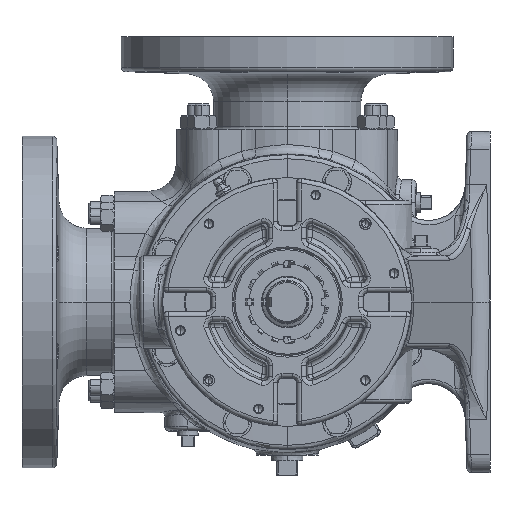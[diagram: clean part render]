
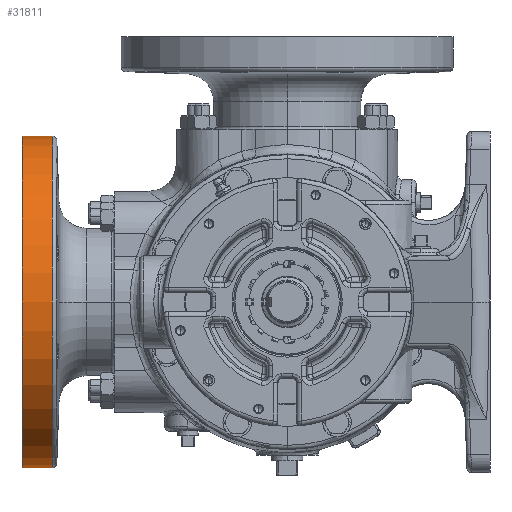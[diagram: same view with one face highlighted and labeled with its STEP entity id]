
A CAD part, left-side view. The second image highlights one B-rep face of the part: STEP entity #31811.
In plain terms, the highlighted cylindrical face has radius 114.3 mm (diameter 228.6 mm), a partial arc.
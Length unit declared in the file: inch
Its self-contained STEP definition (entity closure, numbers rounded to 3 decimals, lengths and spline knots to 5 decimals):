
#6127 = CARTESIAN_POINT ( 'NONE',  ( 2.78, 7.51714, -4.5 ) ) ;
#18654 = VERTEX_POINT ( 'NONE', #167454 ) ;
#25310 = AXIS2_PLACEMENT_3D ( 'NONE', #138181, #61911, #165257 ) ;
#31811 = ADVANCED_FACE ( 'Defeatured_0_3406', ( #122139 ), #111270, .T. ) ;
#31864 = DIRECTION ( 'NONE',  ( 0., 1., 0. ) ) ;
#38809 = CARTESIAN_POINT ( 'NONE',  ( 2.78, 7.19, -4.5 ) ) ;
#44309 = EDGE_CURVE ( 'NONE', #174649, #146090, #130049, .T. ) ;
#44544 = CARTESIAN_POINT ( 'NONE',  ( 2.78, 7.51714, 4.5 ) ) ;
#53235 = EDGE_CURVE ( 'NONE', #174649, #18654, #175000, .T. ) ;
#61911 = DIRECTION ( 'NONE',  ( 0., 1., 0. ) ) ;
#66987 = ORIENTED_EDGE ( 'NONE', *, *, #44309, .F. ) ;
#67851 = CARTESIAN_POINT ( 'NONE',  ( 2.78, 7.51714, 0. ) ) ;
#76121 = AXIS2_PLACEMENT_3D ( 'NONE', #67851, #136579, #163645 ) ;
#89212 = EDGE_CURVE ( 'NONE', #146090, #147161, #103342, .T. ) ;
#91515 = EDGE_LOOP ( 'NONE', ( #148312, #120274, #107473, #66987 ) ) ;
#92000 = CARTESIAN_POINT ( 'NONE',  ( 2.78, 6.36588, 0. ) ) ;
#92893 = DIRECTION ( 'NONE',  ( 0., 0., 1. ) ) ;
#101196 = DIRECTION ( 'NONE',  ( 0., 1., 0. ) ) ;
#103342 = CIRCLE ( 'NONE', #25310, 4.5 ) ;
#107473 = ORIENTED_EDGE ( 'NONE', *, *, #89212, .F. ) ;
#111270 = CYLINDRICAL_SURFACE ( 'NONE', #76121, 4.5 ) ;
#115459 = VECTOR ( 'NONE', #31864, 39.37008 ) ;
#117909 = VECTOR ( 'NONE', #101196, 39.37008 ) ;
#120274 = ORIENTED_EDGE ( 'NONE', *, *, #169243, .T. ) ;
#121198 = CARTESIAN_POINT ( 'NONE',  ( 2.78, 6.36588, -4.5 ) ) ;
#122139 = FACE_OUTER_BOUND ( 'NONE', #91515, .T. ) ;
#128653 = LINE ( 'NONE', #44544, #115459 ) ;
#130049 = LINE ( 'NONE', #6127, #117909 ) ;
#136579 = DIRECTION ( 'NONE',  ( 0., 1., 0. ) ) ;
#138181 = CARTESIAN_POINT ( 'NONE',  ( 2.78, 7.19, 0. ) ) ;
#146090 = VERTEX_POINT ( 'NONE', #38809 ) ;
#147161 = VERTEX_POINT ( 'NONE', #165369 ) ;
#148312 = ORIENTED_EDGE ( 'NONE', *, *, #53235, .T. ) ;
#163645 = DIRECTION ( 'NONE',  ( 0., 0., -1. ) ) ;
#165257 = DIRECTION ( 'NONE',  ( 1., 0., 0. ) ) ;
#165369 = CARTESIAN_POINT ( 'NONE',  ( 2.78, 7.19, 4.5 ) ) ;
#167454 = CARTESIAN_POINT ( 'NONE',  ( 2.78, 6.36588, 4.5 ) ) ;
#169243 = EDGE_CURVE ( 'NONE', #18654, #147161, #128653, .T. ) ;
#169307 = AXIS2_PLACEMENT_3D ( 'NONE', #92000, #172390, #92893 ) ;
#172390 = DIRECTION ( 'NONE',  ( 0., 1., 0. ) ) ;
#174649 = VERTEX_POINT ( 'NONE', #121198 ) ;
#175000 = CIRCLE ( 'NONE', #169307, 4.5 ) ;
